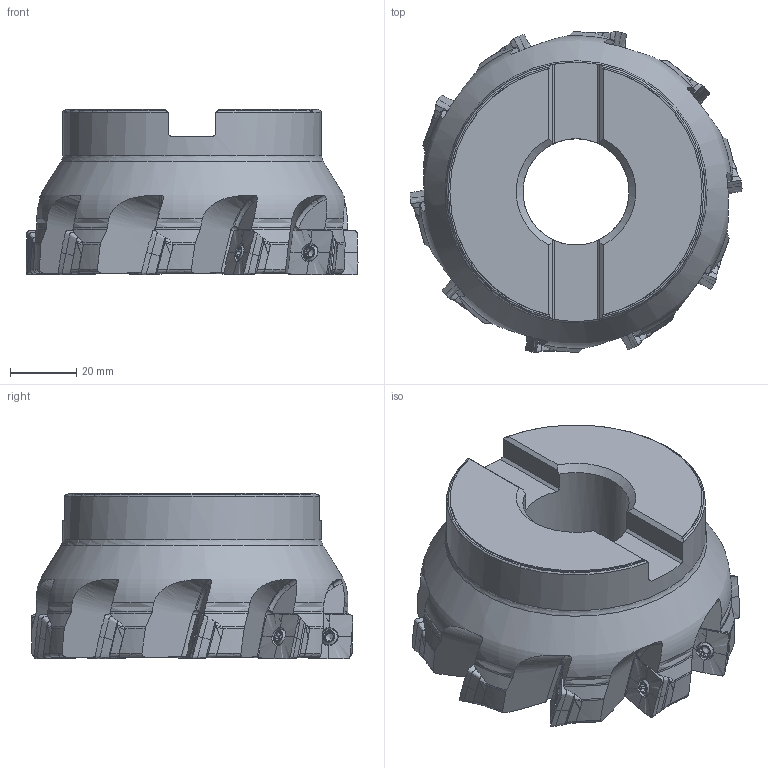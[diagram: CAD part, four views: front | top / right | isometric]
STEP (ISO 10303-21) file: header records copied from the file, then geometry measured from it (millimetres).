
FILE_DESCRIPTION(/* description */ (''),/* implementation_level */ '2;1');
FILE_NAME(/* name */ 'toolassembly_1.stp',/* time_stamp */ '2018-06-25T16:06:33+02:00',/* author */ (''),/* organization */ ('SMS'),/* preprocessor_version */ 'ST-DEVELOPER v15',/* originating_system */ 'SIEMENS PLM Software NX 8.5',/* authorisation */ '');
FILE_SCHEMA (('AUTOMOTIVE_DESIGN { 1 0 10303 214 3 1 1 1 }'));
Products named in the file (4): ASSEMBLY_CONSTRUCTION; CUT_20180625160603; NOCUT_20180625160557; TOOLASSEMBLY_1
Assembly tree (12 placements, depth 2):
  TOOLASSEMBLY_1
    NOCUT_20180625160557
    CUT_20180625160603  x10
    ASSEMBLY_CONSTRUCTION
Bounding box: 100.02 x 96.87 x 50 mm (x, y, z)
Volume: 209431.9 mm3; surface area: 38478 mm2
Topology: 11 solids, 11 shells, 1051 faces, 2769 edges, 1763 vertices
Faces by surface type: plane 380, bspline 200, cone 137, extrusion 120, cylinder 115, torus 88, sphere 10, revolution 1
Full cylindrical faces by diameter (mm): 3.5 x10, 4.1 x10, 4.9 x10, 32.013 x1, 45 x1, 78 x1
Entity records: 49345 total; most frequent: CARTESIAN_POINT 29117, ORIENTED_EDGE 4396, DIRECTION 3757, EDGE_CURVE 2198, AXIS2_PLACEMENT_3D 1519, VERTEX_POINT 1457, EDGE_LOOP 955, B_SPLINE_CURVE_WITH_KNOTS 861
